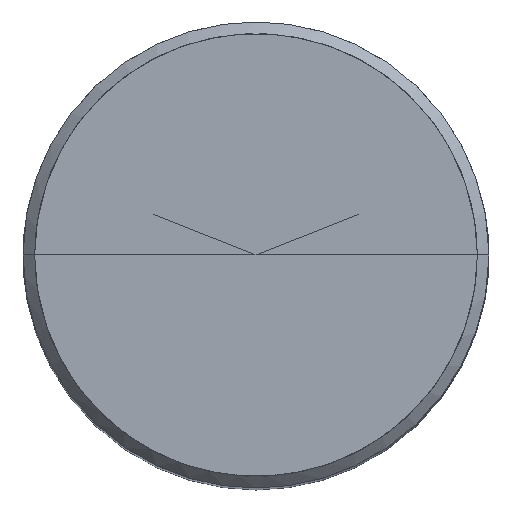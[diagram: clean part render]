
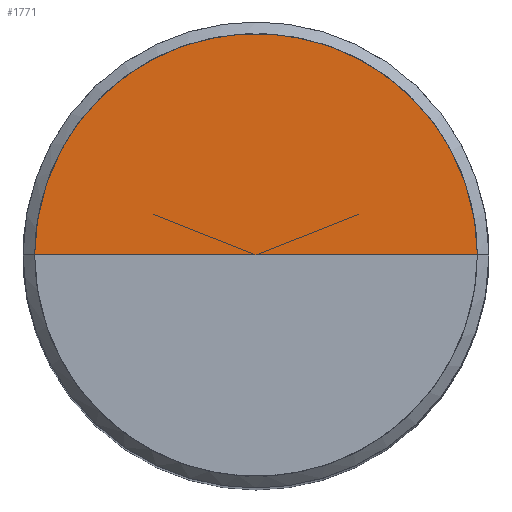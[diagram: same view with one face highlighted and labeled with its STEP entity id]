
A CAD part, top view. The second image highlights one B-rep face of the part: STEP entity #1771.
In plain terms, the highlighted free-form (B-spline) face has degree [1, 2] with [2, 5] control points.
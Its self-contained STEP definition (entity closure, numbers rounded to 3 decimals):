
#1506=CARTESIAN_POINT('',(9.5,0.0,50.0));
#1507=CARTESIAN_POINT('',(9.5,9.5,50.0));
#1508=CARTESIAN_POINT('',(0.0,9.5,50.0));
#1509=CARTESIAN_POINT('',(-9.5,9.5,50.0));
#1510=CARTESIAN_POINT('',(-9.5,0.0,50.0));
#1511=CARTESIAN_POINT('',(0.0,0.0,50.0));
#1756=(
BOUNDED_SURFACE()
B_SPLINE_SURFACE(1,2,(
(#1506,#1507,#1508,#1509,#1510),
(#1511,#1511,#1511,#1511,#1511)
), .UNSPECIFIED.,.F.,.F.,.F.)
B_SPLINE_SURFACE_WITH_KNOTS((2,2),(3,2,3),(
0.0,1.0),(
0.0,0.5,1.0), .UNSPECIFIED.)
GEOMETRIC_REPRESENTATION_ITEM()
RATIONAL_B_SPLINE_SURFACE(((1.0,0.707,1.0,0.707,1.0),
(1.0,0.707,1.0,0.707,1.0)
))
REPRESENTATION_ITEM('')
SURFACE()
);
#1757=(
BOUNDED_CURVE()
B_SPLINE_CURVE(2,(#1510,#1509,#1508,#1507,#1506),.UNSPECIFIED.,.F.,.F.)
B_SPLINE_CURVE_WITH_KNOTS((3,2,3),
(0.0,0.5,1.0),.UNSPECIFIED.)
CURVE()
GEOMETRIC_REPRESENTATION_ITEM()
RATIONAL_B_SPLINE_CURVE((1.0,0.707,1.0,0.707,1.0))
REPRESENTATION_ITEM('')
);
#1758=(
BOUNDED_CURVE()
B_SPLINE_CURVE(1,(#1506,#1511),.UNSPECIFIED.,.F.,.F.)
B_SPLINE_CURVE_WITH_KNOTS((2,2),
(0.0,1.0),.UNSPECIFIED.)
CURVE()
GEOMETRIC_REPRESENTATION_ITEM()
RATIONAL_B_SPLINE_CURVE((1.0,1.0))
REPRESENTATION_ITEM('')
);
#1759=(
BOUNDED_CURVE()
B_SPLINE_CURVE(1,(#1511,#1510),.UNSPECIFIED.,.F.,.F.)
B_SPLINE_CURVE_WITH_KNOTS((2,2),
(0.0,1.0),.UNSPECIFIED.)
CURVE()
GEOMETRIC_REPRESENTATION_ITEM()
RATIONAL_B_SPLINE_CURVE((1.0,1.0))
REPRESENTATION_ITEM('')
);
#1760=VERTEX_POINT('',#1506);
#1761=VERTEX_POINT('',#1510);
#1762=VERTEX_POINT('',#1511);
#1763=EDGE_CURVE('',#1761,#1760,#1757,.T.);
#1764=EDGE_CURVE('',#1760,#1762,#1758,.T.);
#1765=EDGE_CURVE('',#1762,#1761,#1759,.T.);
#1766=ORIENTED_EDGE('',*,*,#1763,.T.);
#1767=ORIENTED_EDGE('',*,*,#1764,.T.);
#1768=ORIENTED_EDGE('',*,*,#1765,.T.);
#1769=EDGE_LOOP('',(#1766,#1767,#1768));
#1770=FACE_OUTER_BOUND('',#1769,.T.);
#1771=ADVANCED_FACE('',(#1770),#1756,.T.);
